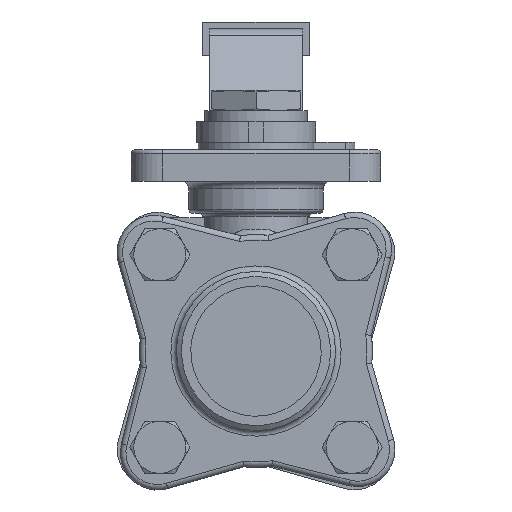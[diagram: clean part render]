
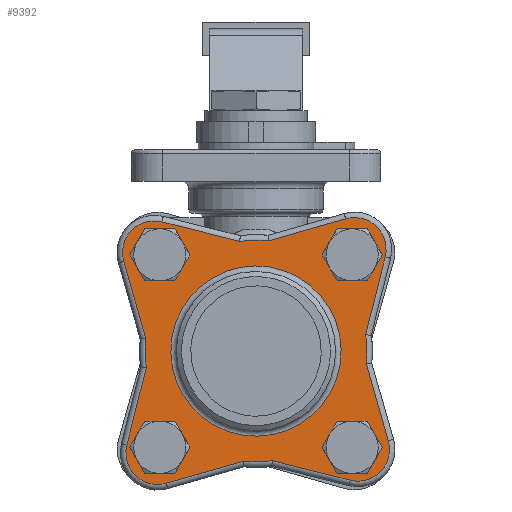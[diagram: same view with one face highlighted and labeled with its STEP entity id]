
A CAD part, front view. The second image highlights one B-rep face of the part: STEP entity #9392.
In plain terms, the highlighted planar face has unit normal (0, -1, 0).
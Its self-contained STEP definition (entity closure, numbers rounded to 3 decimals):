
#545=LINE('',#19041,#1056);
#546=LINE('',#19077,#1057);
#547=LINE('',#19081,#1058);
#548=LINE('',#19117,#1059);
#549=LINE('',#19121,#1060);
#550=LINE('',#19157,#1061);
#551=LINE('',#19161,#1062);
#552=LINE('',#19197,#1063);
#1056=VECTOR('',#16009,1000.);
#1057=VECTOR('',#16018,1000.);
#1058=VECTOR('',#16023,1000.);
#1059=VECTOR('',#16032,1000.);
#1060=VECTOR('',#16037,1000.);
#1061=VECTOR('',#16046,1000.);
#1062=VECTOR('',#16051,1000.);
#1063=VECTOR('',#16060,1000.);
#1480=PLANE('',#14470);
#2916=ORIENTED_EDGE('',*,*,#5168,.T.);
#2917=ORIENTED_EDGE('',*,*,#5122,.T.);
#2918=ORIENTED_EDGE('',*,*,#5169,.T.);
#2919=ORIENTED_EDGE('',*,*,#4919,.T.);
#2920=ORIENTED_EDGE('',*,*,#5170,.T.);
#2921=ORIENTED_EDGE('',*,*,#5166,.T.);
#2922=ORIENTED_EDGE('',*,*,#4974,.F.);
#2923=ORIENTED_EDGE('',*,*,#5171,.T.);
#2924=ORIENTED_EDGE('',*,*,#4978,.T.);
#2925=ORIENTED_EDGE('',*,*,#4969,.F.);
#2926=ORIENTED_EDGE('',*,*,#4956,.F.);
#2927=ORIENTED_EDGE('',*,*,#4959,.F.);
#2928=ORIENTED_EDGE('',*,*,#4961,.F.);
#2929=ORIENTED_EDGE('',*,*,#4971,.F.);
#2930=ORIENTED_EDGE('',*,*,#4942,.F.);
#2931=ORIENTED_EDGE('',*,*,#4945,.F.);
#2932=ORIENTED_EDGE('',*,*,#4947,.F.);
#2933=ORIENTED_EDGE('',*,*,#4972,.F.);
#2934=ORIENTED_EDGE('',*,*,#4949,.F.);
#2935=ORIENTED_EDGE('',*,*,#4952,.F.);
#2936=ORIENTED_EDGE('',*,*,#4954,.F.);
#2937=ORIENTED_EDGE('',*,*,#4970,.F.);
#2938=ORIENTED_EDGE('',*,*,#4963,.F.);
#2939=ORIENTED_EDGE('',*,*,#4966,.F.);
#2940=ORIENTED_EDGE('',*,*,#4968,.F.);
#4919=EDGE_CURVE('',#6176,#6179,#6964,.T.);
#4942=EDGE_CURVE('',#6191,#6192,#545,.T.);
#4945=EDGE_CURVE('',#6193,#6191,#6973,.T.);
#4947=EDGE_CURVE('',#6194,#6193,#546,.T.);
#4949=EDGE_CURVE('',#6195,#6196,#547,.T.);
#4952=EDGE_CURVE('',#6197,#6195,#6976,.T.);
#4954=EDGE_CURVE('',#6198,#6197,#548,.T.);
#4956=EDGE_CURVE('',#6199,#6200,#549,.T.);
#4959=EDGE_CURVE('',#6201,#6199,#6979,.T.);
#4961=EDGE_CURVE('',#6202,#6201,#550,.T.);
#4963=EDGE_CURVE('',#6203,#6204,#551,.T.);
#4966=EDGE_CURVE('',#6205,#6203,#6982,.T.);
#4968=EDGE_CURVE('',#6206,#6205,#552,.T.);
#4969=EDGE_CURVE('',#6200,#6206,#6983,.T.);
#4970=EDGE_CURVE('',#6204,#6198,#6984,.T.);
#4971=EDGE_CURVE('',#6192,#6202,#6985,.T.);
#4972=EDGE_CURVE('',#6196,#6194,#6986,.T.);
#4974=EDGE_CURVE('',#6208,#6208,#6988,.T.);
#4978=EDGE_CURVE('',#6209,#6212,#6990,.T.);
#5122=EDGE_CURVE('',#6303,#6306,#7054,.T.);
#5166=EDGE_CURVE('',#6332,#6331,#7071,.T.);
#5168=EDGE_CURVE('',#6306,#6303,#7072,.T.);
#5169=EDGE_CURVE('',#6179,#6176,#7073,.T.);
#5170=EDGE_CURVE('',#6331,#6332,#7074,.T.);
#5171=EDGE_CURVE('',#6212,#6209,#7075,.T.);
#6176=VERTEX_POINT('',#18991);
#6179=VERTEX_POINT('',#18996);
#6191=VERTEX_POINT('',#19040);
#6192=VERTEX_POINT('',#19042);
#6193=VERTEX_POINT('',#19059);
#6194=VERTEX_POINT('',#19076);
#6195=VERTEX_POINT('',#19080);
#6196=VERTEX_POINT('',#19082);
#6197=VERTEX_POINT('',#19099);
#6198=VERTEX_POINT('',#19116);
#6199=VERTEX_POINT('',#19120);
#6200=VERTEX_POINT('',#19122);
#6201=VERTEX_POINT('',#19139);
#6202=VERTEX_POINT('',#19156);
#6203=VERTEX_POINT('',#19160);
#6204=VERTEX_POINT('',#19162);
#6205=VERTEX_POINT('',#19179);
#6206=VERTEX_POINT('',#19196);
#6208=VERTEX_POINT('',#19211);
#6209=VERTEX_POINT('',#19214);
#6212=VERTEX_POINT('',#19219);
#6303=VERTEX_POINT('',#19641);
#6306=VERTEX_POINT('',#19646);
#6331=VERTEX_POINT('',#19760);
#6332=VERTEX_POINT('',#19762);
#6964=CIRCLE('',#14253,5.5);
#6973=CIRCLE('',#14272,8.5);
#6976=CIRCLE('',#14278,8.5);
#6979=CIRCLE('',#14284,8.5);
#6982=CIRCLE('',#14290,8.5);
#6983=CIRCLE('',#14293,29.75);
#6984=CIRCLE('',#14295,29.75);
#6985=CIRCLE('',#14297,29.75);
#6986=CIRCLE('',#14299,29.75);
#6988=CIRCLE('',#14303,22.85);
#6990=CIRCLE('',#14306,5.5);
#7054=CIRCLE('',#14431,5.5);
#7071=CIRCLE('',#14469,5.5);
#7072=CIRCLE('',#14471,4.763);
#7073=CIRCLE('',#14472,4.763);
#7074=CIRCLE('',#14473,4.763);
#7075=CIRCLE('',#14474,4.763);
#7703=EDGE_LOOP('',(#2916,#2917));
#7704=EDGE_LOOP('',(#2918,#2919));
#7705=EDGE_LOOP('',(#2920,#2921));
#7706=EDGE_LOOP('',(#2922));
#7707=EDGE_LOOP('',(#2923,#2924));
#7708=EDGE_LOOP('',(#2925,#2926,#2927,#2928,#2929,#2930,#2931,#2932,#2933,
#2934,#2935,#2936,#2937,#2938,#2939,#2940));
#8499=FACE_BOUND('',#7703,.T.);
#8500=FACE_BOUND('',#7704,.T.);
#8501=FACE_BOUND('',#7705,.T.);
#8502=FACE_BOUND('',#7706,.T.);
#8503=FACE_BOUND('',#7707,.T.);
#8504=FACE_BOUND('',#7708,.T.);
#9392=ADVANCED_FACE('',(#8499,#8500,#8501,#8502,#8503,#8504),#1480,.T.);
#14253=AXIS2_PLACEMENT_3D('',#18997,#15960,#15961);
#14272=AXIS2_PLACEMENT_3D('',#19060,#16014,#16015);
#14278=AXIS2_PLACEMENT_3D('',#19100,#16028,#16029);
#14284=AXIS2_PLACEMENT_3D('',#19140,#16042,#16043);
#14290=AXIS2_PLACEMENT_3D('',#19180,#16056,#16057);
#14293=AXIS2_PLACEMENT_3D('',#19199,#16063,#16064);
#14295=AXIS2_PLACEMENT_3D('',#19201,#16067,#16068);
#14297=AXIS2_PLACEMENT_3D('',#19203,#16071,#16072);
#14299=AXIS2_PLACEMENT_3D('',#19205,#16075,#16076);
#14303=AXIS2_PLACEMENT_3D('',#19210,#16083,#16084);
#14306=AXIS2_PLACEMENT_3D('',#19220,#16091,#16092);
#14431=AXIS2_PLACEMENT_3D('',#19647,#16401,#16402);
#14469=AXIS2_PLACEMENT_3D('',#19761,#16492,#16493);
#14470=AXIS2_PLACEMENT_3D('',#19764,#16495,#16496);
#14471=AXIS2_PLACEMENT_3D('',#19765,#16497,#16498);
#14472=AXIS2_PLACEMENT_3D('',#19766,#16499,#16500);
#14473=AXIS2_PLACEMENT_3D('',#19767,#16501,#16502);
#14474=AXIS2_PLACEMENT_3D('',#19768,#16503,#16504);
#15960=DIRECTION('',(0.,1.,0.));
#15961=DIRECTION('',(0.017,0.,-1.));
#16009=DIRECTION('',(0.243,0.,0.97));
#16014=DIRECTION('',(0.,1.,0.));
#16015=DIRECTION('',(-0.695,0.,-0.719));
#16018=DIRECTION('',(-0.961,0.,-0.275));
#16023=DIRECTION('',(-0.97,0.,0.243));
#16028=DIRECTION('',(0.,1.,0.));
#16029=DIRECTION('',(0.719,0.,-0.695));
#16032=DIRECTION('',(0.275,0.,-0.961));
#16037=DIRECTION('',(0.97,0.,-0.243));
#16042=DIRECTION('',(0.,1.,0.));
#16043=DIRECTION('',(-0.719,0.,0.695));
#16046=DIRECTION('',(-0.275,0.,0.961));
#16051=DIRECTION('',(-0.243,0.,-0.97));
#16056=DIRECTION('',(0.,1.,0.));
#16057=DIRECTION('',(0.695,0.,0.719));
#16060=DIRECTION('',(0.961,0.,0.275));
#16063=DIRECTION('',(0.,1.,0.));
#16064=DIRECTION('',(-0.017,0.,1.));
#16067=DIRECTION('',(0.,1.,0.));
#16068=DIRECTION('',(1.,0.,0.017));
#16071=DIRECTION('',(0.,1.,0.));
#16072=DIRECTION('',(-1.,0.,-0.017));
#16075=DIRECTION('',(0.,1.,0.));
#16076=DIRECTION('',(0.017,0.,-1.));
#16083=DIRECTION('',(0.,-1.,0.));
#16084=DIRECTION('',(1.,0.,0.017));
#16091=DIRECTION('',(0.,1.,0.));
#16092=DIRECTION('',(-1.,0.,-0.017));
#16401=DIRECTION('',(0.,1.,0.));
#16402=DIRECTION('',(-0.017,0.,1.));
#16492=DIRECTION('',(0.,1.,0.));
#16493=DIRECTION('',(1.,0.,0.017));
#16495=DIRECTION('',(0.,-1.,0.));
#16496=DIRECTION('',(-1.,0.,-0.017));
#16497=DIRECTION('',(0.,1.,0.));
#16498=DIRECTION('',(1.,0.,0.));
#16499=DIRECTION('',(0.,1.,0.));
#16500=DIRECTION('',(1.,0.,0.));
#16501=DIRECTION('',(0.,1.,0.));
#16502=DIRECTION('',(1.,0.,0.));
#16503=DIRECTION('',(0.,1.,0.));
#16504=DIRECTION('',(1.,0.,0.));
#18991=CARTESIAN_POINT('',(26.09,-27.8,-21.055));
#18996=CARTESIAN_POINT('',(22.713,-27.8,-29.428));
#18997=CARTESIAN_POINT('',(27.316,-27.8,-26.417));
#19040=CARTESIAN_POINT('',(-34.663,-27.8,-25.253));
#19041=CARTESIAN_POINT('',(-34.663,-27.8,-25.253));
#19042=CARTESIAN_POINT('',(-29.432,-27.8,-4.338));
#19059=CARTESIAN_POINT('',(-24.08,-27.8,-35.488));
#19060=CARTESIAN_POINT('',(-26.417,-27.8,-27.316));
#19076=CARTESIAN_POINT('',(-3.351,-27.8,-29.561));
#19077=CARTESIAN_POINT('',(-3.351,-27.8,-29.561));
#19080=CARTESIAN_POINT('',(25.253,-27.8,-34.663));
#19081=CARTESIAN_POINT('',(25.253,-27.8,-34.663));
#19082=CARTESIAN_POINT('',(4.338,-27.8,-29.432));
#19099=CARTESIAN_POINT('',(35.488,-27.8,-24.08));
#19100=CARTESIAN_POINT('',(27.316,-27.8,-26.417));
#19116=CARTESIAN_POINT('',(29.561,-27.8,-3.351));
#19117=CARTESIAN_POINT('',(29.561,-27.8,-3.351));
#19120=CARTESIAN_POINT('',(-25.253,-27.8,34.663));
#19121=CARTESIAN_POINT('',(-25.253,-27.8,34.663));
#19122=CARTESIAN_POINT('',(-4.338,-27.8,29.432));
#19139=CARTESIAN_POINT('',(-35.488,-27.8,24.08));
#19140=CARTESIAN_POINT('',(-27.316,-27.8,26.417));
#19156=CARTESIAN_POINT('',(-29.561,-27.8,3.351));
#19157=CARTESIAN_POINT('',(-29.561,-27.8,3.351));
#19160=CARTESIAN_POINT('',(34.663,-27.8,25.253));
#19161=CARTESIAN_POINT('',(34.663,-27.8,25.253));
#19162=CARTESIAN_POINT('',(29.432,-27.8,4.338));
#19179=CARTESIAN_POINT('',(24.08,-27.8,35.488));
#19180=CARTESIAN_POINT('',(26.417,-27.8,27.316));
#19196=CARTESIAN_POINT('',(3.351,-27.8,29.561));
#19197=CARTESIAN_POINT('',(3.351,-27.8,29.561));
#19199=CARTESIAN_POINT('',(0.,-27.8,0.));
#19201=CARTESIAN_POINT('',(0.,-27.8,0.));
#19203=CARTESIAN_POINT('',(0.,-27.8,0.));
#19205=CARTESIAN_POINT('',(0.,-27.8,0.));
#19210=CARTESIAN_POINT('',(0.,-27.8,0.));
#19211=CARTESIAN_POINT('',(22.847,-27.8,0.382));
#19214=CARTESIAN_POINT('',(-21.055,-27.8,-26.09));
#19219=CARTESIAN_POINT('',(-29.428,-27.8,-22.713));
#19220=CARTESIAN_POINT('',(-26.417,-27.8,-27.316));
#19641=CARTESIAN_POINT('',(-26.09,-27.8,21.055));
#19646=CARTESIAN_POINT('',(-22.713,-27.8,29.428));
#19647=CARTESIAN_POINT('',(-27.316,-27.8,26.417));
#19760=CARTESIAN_POINT('',(29.428,-27.8,22.713));
#19761=CARTESIAN_POINT('',(26.417,-27.8,27.316));
#19762=CARTESIAN_POINT('',(21.055,-27.8,26.09));
#19764=CARTESIAN_POINT('',(0.44,-27.8,-26.296));
#19765=CARTESIAN_POINT('',(-25.809,-27.8,25.809));
#19766=CARTESIAN_POINT('',(25.809,-27.8,-25.809));
#19767=CARTESIAN_POINT('',(25.809,-27.8,25.809));
#19768=CARTESIAN_POINT('',(-25.809,-27.8,-25.809));
